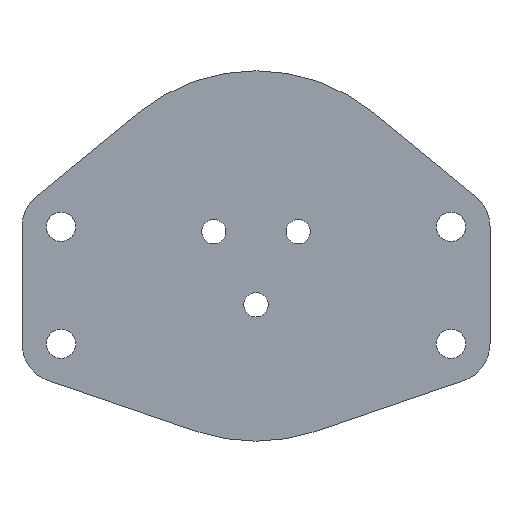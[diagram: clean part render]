
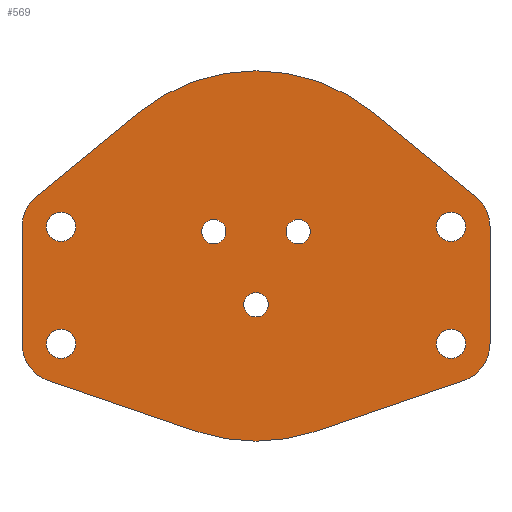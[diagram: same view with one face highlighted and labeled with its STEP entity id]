
A CAD part, left-side view. The second image highlights one B-rep face of the part: STEP entity #569.
In plain terms, the highlighted planar face has unit normal (-1, 0, 0).
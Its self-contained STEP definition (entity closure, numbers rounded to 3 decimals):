
#28=FACE_BOUND('',#112,.T.);
#29=FACE_BOUND('',#113,.T.);
#30=FACE_BOUND('',#114,.T.);
#31=FACE_BOUND('',#115,.T.);
#32=FACE_BOUND('',#116,.T.);
#33=FACE_BOUND('',#117,.T.);
#34=FACE_BOUND('',#118,.T.);
#44=PLANE('',#654);
#73=FACE_OUTER_BOUND('',#111,.T.);
#111=EDGE_LOOP('',(#507,#508,#509,#510,#511,#512,#513,#514,#515,#516,#517,
#518));
#112=EDGE_LOOP('',(#519));
#113=EDGE_LOOP('',(#520));
#114=EDGE_LOOP('',(#521));
#115=EDGE_LOOP('',(#522));
#116=EDGE_LOOP('',(#523));
#117=EDGE_LOOP('',(#524));
#118=EDGE_LOOP('',(#525));
#134=LINE('',#936,#171);
#138=LINE('',#948,#175);
#142=LINE('',#960,#179);
#146=LINE('',#972,#183);
#150=LINE('',#984,#187);
#154=LINE('',#995,#191);
#171=VECTOR('',#770,10.);
#175=VECTOR('',#782,10.);
#179=VECTOR('',#794,10.);
#183=VECTOR('',#806,10.);
#187=VECTOR('',#818,10.);
#191=VECTOR('',#830,10.);
#194=CIRCLE('',#586,1.25);
#196=CIRCLE('',#589,1.25);
#198=CIRCLE('',#592,1.25);
#205=CIRCLE('',#603,1.5);
#210=CIRCLE('',#610,1.5);
#215=CIRCLE('',#617,1.5);
#220=CIRCLE('',#624,1.5);
#223=CIRCLE('',#630,19.);
#225=CIRCLE('',#634,4.);
#227=CIRCLE('',#638,4.);
#229=CIRCLE('',#642,19.);
#231=CIRCLE('',#646,4.);
#233=CIRCLE('',#650,4.);
#236=VERTEX_POINT('',#840);
#238=VERTEX_POINT('',#846);
#240=VERTEX_POINT('',#852);
#247=VERTEX_POINT('',#873);
#252=VERTEX_POINT('',#887);
#257=VERTEX_POINT('',#901);
#262=VERTEX_POINT('',#915);
#265=VERTEX_POINT('',#926);
#266=VERTEX_POINT('',#927);
#269=VERTEX_POINT('',#935);
#271=VERTEX_POINT('',#941);
#273=VERTEX_POINT('',#947);
#275=VERTEX_POINT('',#953);
#277=VERTEX_POINT('',#959);
#279=VERTEX_POINT('',#965);
#281=VERTEX_POINT('',#971);
#283=VERTEX_POINT('',#977);
#285=VERTEX_POINT('',#983);
#287=VERTEX_POINT('',#989);
#291=EDGE_CURVE('',#236,#236,#194,.T.);
#294=EDGE_CURVE('',#238,#238,#196,.T.);
#297=EDGE_CURVE('',#240,#240,#198,.T.);
#307=EDGE_CURVE('',#247,#247,#205,.T.);
#314=EDGE_CURVE('',#252,#252,#210,.T.);
#321=EDGE_CURVE('',#257,#257,#215,.T.);
#328=EDGE_CURVE('',#262,#262,#220,.T.);
#332=EDGE_CURVE('',#265,#266,#223,.T.);
#336=EDGE_CURVE('',#265,#269,#134,.T.);
#339=EDGE_CURVE('',#271,#269,#225,.T.);
#342=EDGE_CURVE('',#273,#271,#138,.T.);
#345=EDGE_CURVE('',#275,#273,#227,.T.);
#348=EDGE_CURVE('',#277,#275,#142,.T.);
#351=EDGE_CURVE('',#279,#277,#229,.T.);
#354=EDGE_CURVE('',#279,#281,#146,.T.);
#357=EDGE_CURVE('',#283,#281,#231,.T.);
#360=EDGE_CURVE('',#285,#283,#150,.T.);
#363=EDGE_CURVE('',#287,#285,#233,.T.);
#366=EDGE_CURVE('',#266,#287,#154,.T.);
#507=ORIENTED_EDGE('',*,*,#366,.F.);
#508=ORIENTED_EDGE('',*,*,#332,.F.);
#509=ORIENTED_EDGE('',*,*,#336,.T.);
#510=ORIENTED_EDGE('',*,*,#339,.F.);
#511=ORIENTED_EDGE('',*,*,#342,.F.);
#512=ORIENTED_EDGE('',*,*,#345,.F.);
#513=ORIENTED_EDGE('',*,*,#348,.F.);
#514=ORIENTED_EDGE('',*,*,#351,.F.);
#515=ORIENTED_EDGE('',*,*,#354,.T.);
#516=ORIENTED_EDGE('',*,*,#357,.F.);
#517=ORIENTED_EDGE('',*,*,#360,.F.);
#518=ORIENTED_EDGE('',*,*,#363,.F.);
#519=ORIENTED_EDGE('',*,*,#291,.T.);
#520=ORIENTED_EDGE('',*,*,#294,.T.);
#521=ORIENTED_EDGE('',*,*,#297,.T.);
#522=ORIENTED_EDGE('',*,*,#307,.T.);
#523=ORIENTED_EDGE('',*,*,#314,.T.);
#524=ORIENTED_EDGE('',*,*,#321,.T.);
#525=ORIENTED_EDGE('',*,*,#328,.T.);
#569=ADVANCED_FACE('',(#73,#28,#29,#30,#31,#32,#33,#34),#44,.F.);
#586=AXIS2_PLACEMENT_3D('',#842,#662,#663);
#589=AXIS2_PLACEMENT_3D('',#848,#669,#670);
#592=AXIS2_PLACEMENT_3D('',#854,#676,#677);
#603=AXIS2_PLACEMENT_3D('',#875,#701,#702);
#610=AXIS2_PLACEMENT_3D('',#889,#717,#718);
#617=AXIS2_PLACEMENT_3D('',#903,#733,#734);
#624=AXIS2_PLACEMENT_3D('',#917,#749,#750);
#630=AXIS2_PLACEMENT_3D('',#928,#762,#763);
#634=AXIS2_PLACEMENT_3D('',#942,#775,#776);
#638=AXIS2_PLACEMENT_3D('',#954,#787,#788);
#642=AXIS2_PLACEMENT_3D('',#966,#799,#800);
#646=AXIS2_PLACEMENT_3D('',#978,#811,#812);
#650=AXIS2_PLACEMENT_3D('',#990,#823,#824);
#654=AXIS2_PLACEMENT_3D('',#998,#834,#835);
#662=DIRECTION('center_axis',(1.,0.,0.));
#663=DIRECTION('ref_axis',(0.,1.,0.));
#669=DIRECTION('center_axis',(1.,0.,0.));
#670=DIRECTION('ref_axis',(0.,1.,0.));
#676=DIRECTION('center_axis',(1.,0.,0.));
#677=DIRECTION('ref_axis',(0.,1.,0.));
#701=DIRECTION('center_axis',(1.,0.,0.));
#702=DIRECTION('ref_axis',(0.,1.,0.));
#717=DIRECTION('center_axis',(1.,0.,0.));
#718=DIRECTION('ref_axis',(0.,1.,0.));
#733=DIRECTION('center_axis',(1.,0.,0.));
#734=DIRECTION('ref_axis',(0.,1.,0.));
#749=DIRECTION('center_axis',(1.,0.,0.));
#750=DIRECTION('ref_axis',(0.,1.,0.));
#762=DIRECTION('center_axis',(1.,0.,0.));
#763=DIRECTION('ref_axis',(0.,1.,0.));
#770=DIRECTION('',(0.,0.773,-0.634));
#775=DIRECTION('center_axis',(1.,0.,0.));
#776=DIRECTION('ref_axis',(0.,1.,0.));
#782=DIRECTION('',(0.,0.,1.));
#787=DIRECTION('center_axis',(1.,0.,0.));
#788=DIRECTION('ref_axis',(0.,0.,-1.));
#794=DIRECTION('',(0.,0.946,0.324));
#799=DIRECTION('center_axis',(1.,0.,0.));
#800=DIRECTION('ref_axis',(0.,1.,0.));
#806=DIRECTION('',(0.,-0.946,0.324));
#811=DIRECTION('center_axis',(1.,0.,0.));
#812=DIRECTION('ref_axis',(0.,-1.,0.));
#818=DIRECTION('',(0.,0.,-1.));
#823=DIRECTION('center_axis',(1.,0.,0.));
#824=DIRECTION('ref_axis',(0.,0.,
1.));
#830=DIRECTION('',(0.,-0.773,-0.634));
#834=DIRECTION('center_axis',(1.,0.,0.));
#835=DIRECTION('ref_axis',(0.,1.,0.));
#840=CARTESIAN_POINT('',(136.,-141.58,-17.5));
#842=CARTESIAN_POINT('Origin',(136.,-140.33,-17.5));
#846=CARTESIAN_POINT('',(136.,-132.92,-17.5));
#848=CARTESIAN_POINT('Origin',(136.,-131.67,-17.5));
#852=CARTESIAN_POINT('',(136.,-137.25,-25.));
#854=CARTESIAN_POINT('Origin',(136.,-136.,-25.));
#873=CARTESIAN_POINT('',(136.,-117.5,-17.));
#875=CARTESIAN_POINT('Origin',(136.,-116.,-17.));
#887=CARTESIAN_POINT('',(136.,-157.5,-17.));
#889=CARTESIAN_POINT('Origin',(136.,-156.,-17.));
#901=CARTESIAN_POINT('',(136.,-157.5,-29.));
#903=CARTESIAN_POINT('Origin',(136.,-156.,-29.));
#915=CARTESIAN_POINT('',(136.,-117.5,-29.));
#917=CARTESIAN_POINT('Origin',(136.,-116.,-29.));
#926=CARTESIAN_POINT('',(136.,-123.954,-5.307));
#927=CARTESIAN_POINT('',(136.,-148.046,-5.307));
#928=CARTESIAN_POINT('Origin',(136.,-136.,-20.));
#935=CARTESIAN_POINT('',(136.,-113.464,-13.907));
#936=CARTESIAN_POINT('',(136.,-123.954,-5.307));
#941=CARTESIAN_POINT('',(136.,-112.,-17.));
#942=CARTESIAN_POINT('Origin',(136.,-116.,-17.));
#947=CARTESIAN_POINT('',(136.,-112.,-29.));
#948=CARTESIAN_POINT('',(136.,-112.,-29.));
#953=CARTESIAN_POINT('',(136.,-114.703,-32.784));
#954=CARTESIAN_POINT('Origin',(136.,-116.,-29.));
#959=CARTESIAN_POINT('',(136.,-129.838,-37.973));
#960=CARTESIAN_POINT('',(136.,-129.838,-37.973));
#965=CARTESIAN_POINT('',(136.,-142.162,-37.973));
#966=CARTESIAN_POINT('Origin',(136.,-136.,-20.));
#971=CARTESIAN_POINT('',(136.,-157.297,-32.784));
#972=CARTESIAN_POINT('',(136.,-142.162,-37.973));
#977=CARTESIAN_POINT('',(136.,-160.,-29.));
#978=CARTESIAN_POINT('Origin',(136.,-156.,-29.));
#983=CARTESIAN_POINT('',(136.,-160.,-17.));
#984=CARTESIAN_POINT('',(136.,-160.,-17.));
#989=CARTESIAN_POINT('',(136.,-158.536,-13.907));
#990=CARTESIAN_POINT('Origin',(136.,-156.,-17.));
#995=CARTESIAN_POINT('',(136.,-148.046,-5.307));
#998=CARTESIAN_POINT('Origin',(136.,-136.,-20.));
